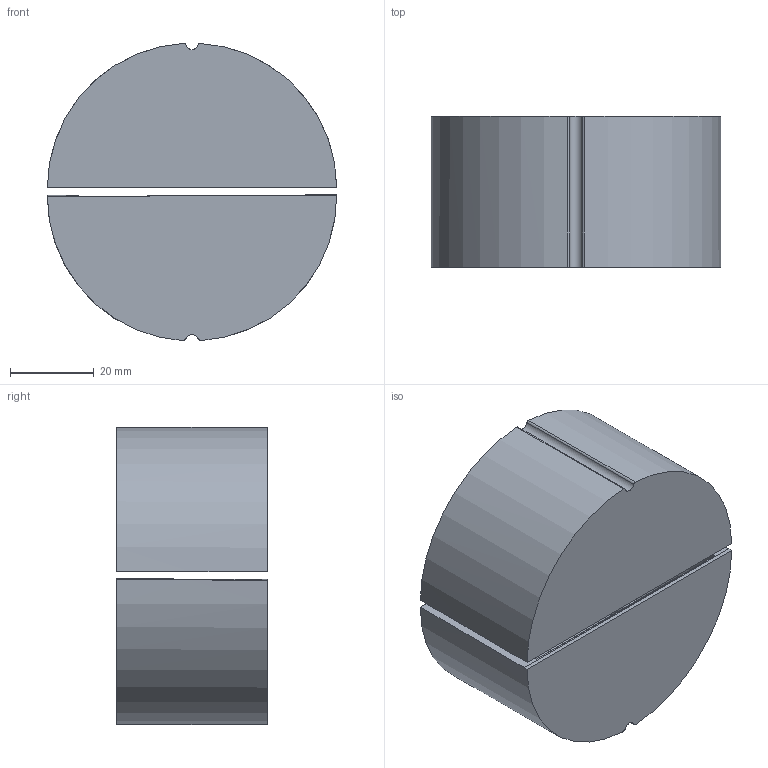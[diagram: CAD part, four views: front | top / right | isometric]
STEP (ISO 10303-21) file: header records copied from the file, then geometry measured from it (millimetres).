
FILE_DESCRIPTION(/* description */ (''),/* implementation_level */ '2;1');
FILE_NAME(/* name */ 'Echelon_60mm.step',/* time_stamp */ '2022-11-28T20:26:45-05:00',/* author */ (''),/* organization */ (''),/* preprocessor_version */ 'ST-DEVELOPER v19.2',/* originating_system */ 'Autodesk Translation Framework v11.17.0.187',/* authorisation */ '');
FILE_SCHEMA (('AUTOMOTIVE_DESIGN { 1 0 10303 214 3 1 1 }'));
Length unit declared in the file: millimetre
Products named in the file (1): Echelon_60mm.f3d 
Bounding box: 69 x 36 x 70.87 mm (x, y, z)
Volume: 38956.7 mm3; surface area: 23739.7 mm2
Topology: 2 solids, 2 shells, 54 faces, 141 edges, 94 vertices
Faces by surface type: cylinder 34, plane 14, cone 6
Entity records: 1903 total; most frequent: CARTESIAN_POINT 496, DIRECTION 309, ORIENTED_EDGE 282, EDGE_CURVE 141, AXIS2_PLACEMENT_3D 131, VERTEX_POINT 94, CIRCLE 63, EDGE_LOOP 57
